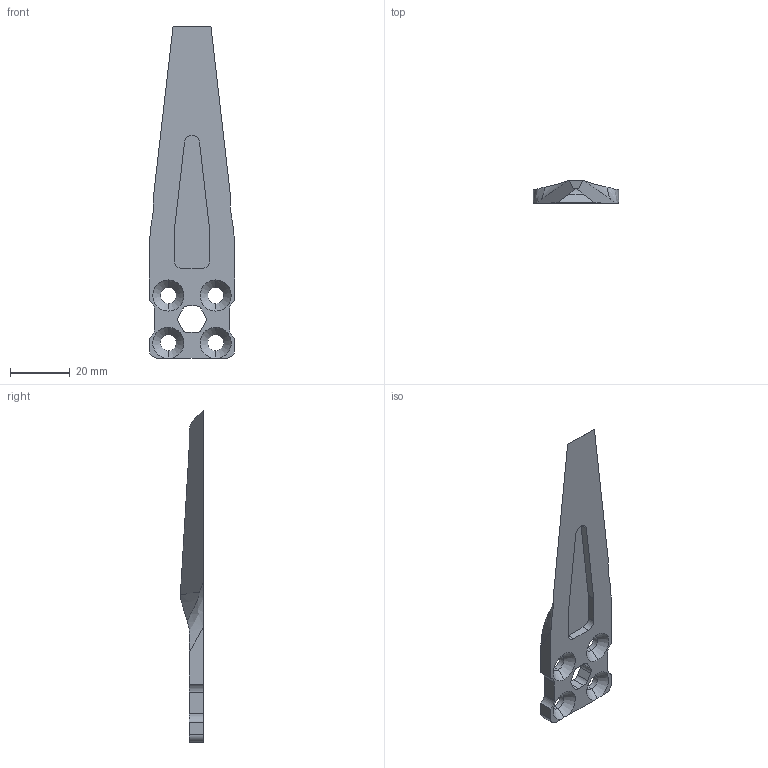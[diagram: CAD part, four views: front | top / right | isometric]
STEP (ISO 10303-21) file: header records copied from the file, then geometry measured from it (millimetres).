
FILE_DESCRIPTION (( 'STEP AP214' ), '1' );
FILE_NAME ('Chisel Fork.STEP', '2024-04-30T04:31:32', ( '' ), ( '' ), 'SwSTEP 2.0', 'SolidWorks 2023', '' );
FILE_SCHEMA (( 'AUTOMOTIVE_DESIGN' ));
Length unit declared in the file: inch
Products named in the file (1): Chisel Fork
Bounding box: 28.57 x 7.62 x 111.4 mm (x, y, z)
Volume: 8673.3 mm3; surface area: 6325.4 mm2
Topology: 1 solids, 1 shells, 71 faces, 202 edges, 132 vertices
Faces by surface type: cylinder 31, plane 28, cone 10, bspline 2
Entity records: 2547 total; most frequent: CARTESIAN_POINT 664, ORIENTED_EDGE 404, DIRECTION 376, EDGE_CURVE 202, VERTEX_POINT 132, AXIS2_PLACEMENT_3D 132, VECTOR 112, LINE 112
